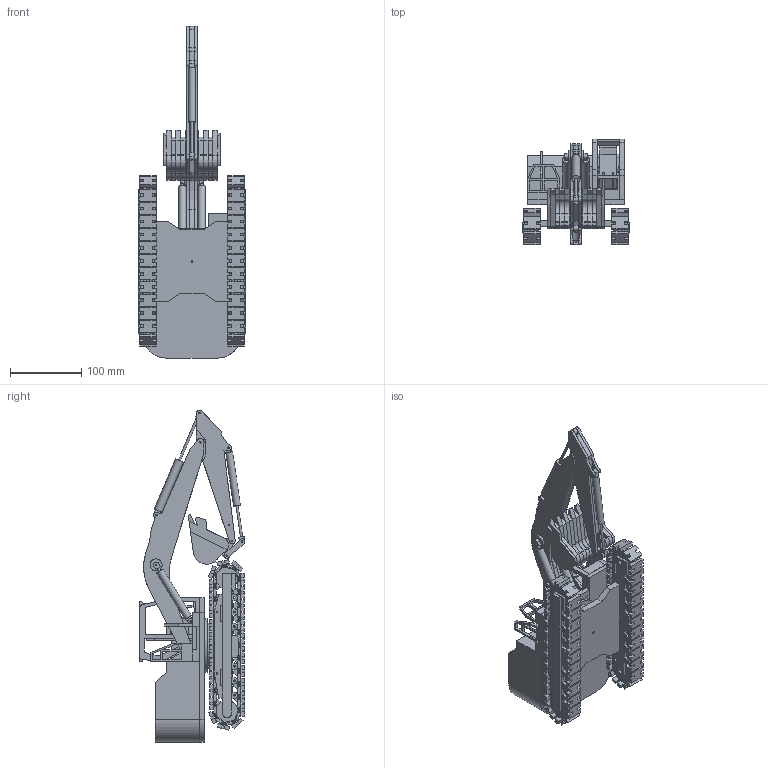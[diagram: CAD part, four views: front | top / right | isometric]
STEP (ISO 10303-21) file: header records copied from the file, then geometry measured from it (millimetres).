
FILE_DESCRIPTION(('FreeCAD Model'),'2;1');
FILE_NAME('Open CASCADE Shape Model','2025-05-04T19:10:06',('FreeCAD'),( 'FreeCAD'),'Open CASCADE STEP processor 7.6','FreeCAD','Unknown');
FILE_SCHEMA(('AUTOMOTIVE_DESIGN { 1 0 10303 214 1 1 1 1 }'));
Products named in the file (1): Open CASCADE STEP translator 7.6 1
Bounding box: 150.73 x 148.52 x 465.36 mm (x, y, z)
Volume: 1944200.8 mm3; surface area: 605212.5 mm2
Topology: 237 solids, 237 shells, 3139 faces, 7792 edges, 5192 vertices
Faces by surface type: bspline 3139
Entity records: 96647 total; most frequent: CARTESIAN_POINT 47785, ORIENTED_EDGE 15584, EDGE_CURVE 7792, B_SPLINE_CURVE_WITH_KNOTS 6150, VERTEX_POINT 5192, FACE_BOUND 4098, EDGE_LOOP 4098, ADVANCED_FACE 3139
